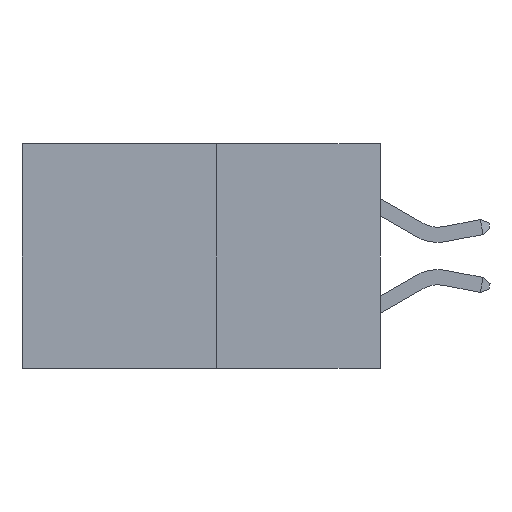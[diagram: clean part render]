
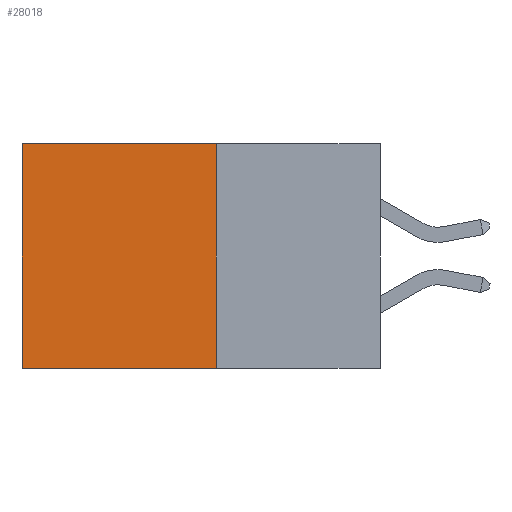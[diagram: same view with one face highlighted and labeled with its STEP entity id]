
A CAD part, left-side view. The second image highlights one B-rep face of the part: STEP entity #28018.
In plain terms, the highlighted planar face has unit normal (-1, 0, 0).
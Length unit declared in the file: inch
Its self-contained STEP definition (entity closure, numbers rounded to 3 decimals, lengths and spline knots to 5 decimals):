
#1584 = LINE ( 'NONE', #27459, #27479 ) ;
#2770 = DIRECTION ( 'NONE',  ( 0., 1., 0. ) ) ;
#3748 = VERTEX_POINT ( 'NONE', #8386 ) ;
#5118 = DIRECTION ( 'NONE',  ( 1., 0., 0. ) ) ;
#5929 = ORIENTED_EDGE ( 'NONE', *, *, #13356, .T. ) ;
#6596 = CARTESIAN_POINT ( 'NONE',  ( 0.277, 0.59, -0.37 ) ) ;
#6607 = ORIENTED_EDGE ( 'NONE', *, *, #13146, .T. ) ;
#8121 = VECTOR ( 'NONE', #30678, 39.37008 ) ;
#8386 = CARTESIAN_POINT ( 'NONE',  ( 0.277, 0.59, 0. ) ) ;
#12135 = VECTOR ( 'NONE', #16564, 39.37008 ) ;
#12685 = EDGE_LOOP ( 'NONE', ( #6607, #23997, #18614, #5929 ) ) ;
#12908 = PLANE ( 'NONE',  #25119 ) ;
#12935 = LINE ( 'NONE', #19143, #12135 ) ;
#13061 = VERTEX_POINT ( 'NONE', #6596 ) ;
#13146 = EDGE_CURVE ( 'NONE', #3748, #13061, #1584, .T. ) ;
#13356 = EDGE_CURVE ( 'NONE', #24017, #3748, #16644, .T. ) ;
#13398 = CARTESIAN_POINT ( 'NONE',  ( 0.277, 0.27, -0.37 ) ) ;
#14122 = LINE ( 'NONE', #20902, #26949 ) ;
#16564 = DIRECTION ( 'NONE',  ( 0., 0., -1. ) ) ;
#16644 = LINE ( 'NONE', #25549, #8121 ) ;
#16988 = FACE_OUTER_BOUND ( 'NONE', #12685, .T. ) ;
#18614 = ORIENTED_EDGE ( 'NONE', *, *, #28645, .F. ) ;
#19143 = CARTESIAN_POINT ( 'NONE',  ( 0.277, 0.27, -0.37 ) ) ;
#20630 = CARTESIAN_POINT ( 'NONE',  ( 0.277, 0.27, -0.37 ) ) ;
#20902 = CARTESIAN_POINT ( 'NONE',  ( 0.277, 0.27, -0.37 ) ) ;
#21996 = VERTEX_POINT ( 'NONE', #13398 ) ;
#23211 = DIRECTION ( 'NONE',  ( 0., 0., -1. ) ) ;
#23997 = ORIENTED_EDGE ( 'NONE', *, *, #31144, .F. ) ;
#24017 = VERTEX_POINT ( 'NONE', #25928 ) ;
#25119 = AXIS2_PLACEMENT_3D ( 'NONE', #20630, #5118, #23211 ) ;
#25549 = CARTESIAN_POINT ( 'NONE',  ( 0.277, 0.27, 0. ) ) ;
#25928 = CARTESIAN_POINT ( 'NONE',  ( 0.277, 0.27, 0. ) ) ;
#26949 = VECTOR ( 'NONE', #2770, 39.37008 ) ;
#27459 = CARTESIAN_POINT ( 'NONE',  ( 0.277, 0.59, -0.37 ) ) ;
#27479 = VECTOR ( 'NONE', #32511, 39.37008 ) ;
#28018 = ADVANCED_FACE ( 'NONE', ( #16988 ), #12908, .F. ) ;
#28645 = EDGE_CURVE ( 'NONE', #24017, #21996, #12935, .T. ) ;
#30678 = DIRECTION ( 'NONE',  ( 0., 1., 0. ) ) ;
#31144 = EDGE_CURVE ( 'NONE', #21996, #13061, #14122, .T. ) ;
#32511 = DIRECTION ( 'NONE',  ( 0., 0., -1. ) ) ;
